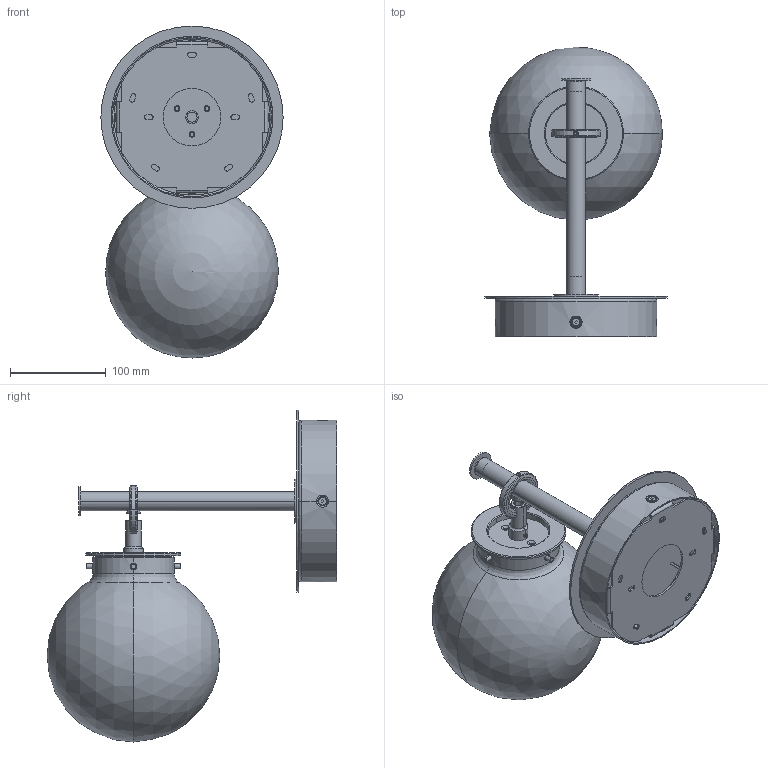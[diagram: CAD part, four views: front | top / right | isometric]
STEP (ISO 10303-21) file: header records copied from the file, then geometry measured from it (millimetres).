
FILE_DESCRIPTION (( 'STEP AP214' ), '1' );
FILE_NAME ('BAI A DI DI.STEP', '2016-05-30T16:25:26', ( 'Josep Sancho' ), ( '' ), 'SwSTEP 2.0', 'SolidWorks 2013', '' );
FILE_SCHEMA (( 'AUTOMOTIVE_DESIGN' ));
Length unit declared in the file: millimetre
Products named in the file (22): 026704400000 - DISCO DIAM.70MM EXT. DIAM.61MM INT. X 2MM ESP.; 059701200000 - VARILLA CHAPA 4,5X127MM 2MM ESP.; 026704500000 - DISCO DIAM.70X2MM; 053100100000 - TAPA SUPERIOR DIAM.99 BAI DI DI; 067601600000 - DIFUS CRISTAL DIAM.180; 056204100000 - TUBO PIPA DIAM.20X225MM M13 ARAND.DIAM.46; 054102300000 - TAPÓN ARANDELA DIAM.30X13,5MM M13; CONJUNTO ELECTRICO BAI DI DI APLIQUE; 021602500101 - TORNILLO DIN7991 M4X10 PAVONADO; 061900500000 - FUNDICIÓN A LA TIERRA CANC. 77,5MM MECA. BAI A DI DI; 021900400000 - ESPARRAGO DIN913 M4X4MM ACERO 12.9; 026707500000 - DISCO DIAM.190X2MM T.13,25 3XT.3; 061700800000 - CILINDRO CHAPA PERFORADA DIAM.32X23MM; 059701300000 - VARILLA M5X20MM; REMACHE HEMBRA M4; 067602400148 - DIFUS POLICARBONATO LED DIAM.60X124MM GLASEADO; 060703000000 - REPULSADO DIAM.166X40MM 4X T.4 EMBUTIDO; 026704600000 - DISCO DIAM.70X2MM COLISO CENTRAL; 057607600143 - SOPORTE PARED 158X158MM 4X REMACHE M4 PROTEGIDO; 054101200000 - TAPON EMBELLECEDOR DIAM.60X7MM; BAI A DI DI; 080104100000 - CONJUNTO ESTRUCTURA DIFUSOR BAI DI DI
Assembly tree (33 placements, depth 4):
  BAI A DI DI
    057607600143 - SOPORTE PARED 158X158MM 4X REMACHE M4 PROTEGIDO
    060703000000 - REPULSADO DIAM.166X40MM 4X T.4 EMBUTIDO
    REMACHE HEMBRA M4  x4
    026707500000 - DISCO DIAM.190X2MM T.13,25 3XT.3
    021602500101 - TORNILLO DIN7991 M4X10 PAVONADO  x4
    054102300000 - TAPÓN ARANDELA DIAM.30X13,5MM M13
    056204100000 - TUBO PIPA DIAM.20X225MM M13 ARAND.DIAM.46
    CONJUNTO ELECTRICO BAI DI DI APLIQUE
      067601600000 - DIFUS CRISTAL DIAM.180
      053100100000 - TAPA SUPERIOR DIAM.99 BAI DI DI
      080104100000 - CONJUNTO ESTRUCTURA DIFUSOR BAI DI DI
        026704500000 - DISCO DIAM.70X2MM
        059701200000 - VARILLA CHAPA 4,5X127MM 2MM ESP.  x4
        026704400000 - DISCO DIAM.70MM EXT. DIAM.61MM INT. X 2MM ESP.
      054101200000 - TAPON EMBELLECEDOR DIAM.60X7MM
      026704600000 - DISCO DIAM.70X2MM COLISO CENTRAL
      067602400148 - DIFUS POLICARBONATO LED DIAM.60X124MM GLASEADO
      059701300000 - VARILLA M5X20MM  x4
      061700800000 - CILINDRO CHAPA PERFORADA DIAM.32X23MM
      021900400000 - ESPARRAGO DIN913 M4X4MM ACERO 12.9
      061900500000 - FUNDICIÓN A LA TIERRA CANC. 77,5MM MECA. BAI A DI DI
Bounding box: 190 x 302 x 345.96 mm (x, y, z)
Volume: 729519 mm3; surface area: 534606.4 mm2
Topology: 31 solids, 31 shells, 1374 faces, 3543 edges, 2246 vertices
Faces by surface type: bspline 466, cylinder 305, cone 272, plane 253, torus 74, sphere 4
Entity records: 82513 total; most frequent: CARTESIAN_POINT 57236, ORIENTED_EDGE 5790, DIRECTION 3312, EDGE_CURVE 2895, VERTEX_POINT 1880, EDGE_LOOP 1635, B_SPLINE_CURVE_WITH_KNOTS 1534, AXIS2_PLACEMENT_3D 1317
